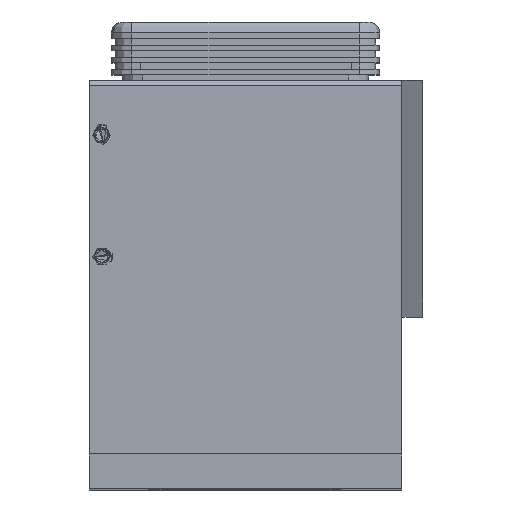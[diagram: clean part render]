
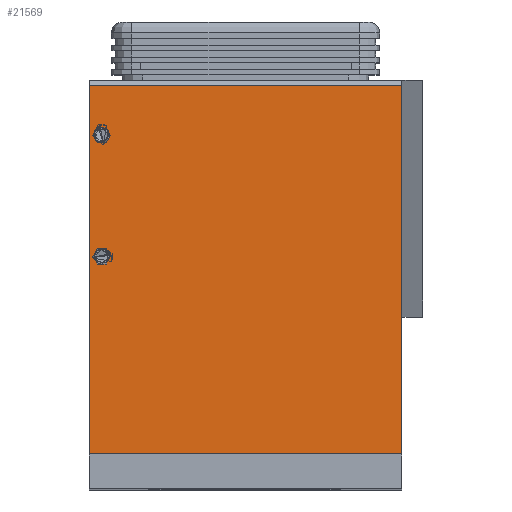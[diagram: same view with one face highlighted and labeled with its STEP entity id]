
A CAD part, top view. The second image highlights one B-rep face of the part: STEP entity #21569.
In plain terms, the highlighted planar face has unit normal (0, 0, 1).
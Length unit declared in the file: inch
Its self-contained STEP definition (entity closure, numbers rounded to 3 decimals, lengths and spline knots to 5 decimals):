
#1285 = DIRECTION ( 'NONE',  ( 1., 0., 0. ) ) ;
#6494 = CARTESIAN_POINT ( 'NONE',  ( 2.68952, 5.72939, 9.07605 ) ) ;
#7861 = EDGE_CURVE ( 'NONE', #280583, #364809, #157267, .T. ) ;
#9453 = ORIENTED_EDGE ( 'NONE', *, *, #189733, .F. ) ;
#11846 = PLANE ( 'NONE',  #69095 ) ;
#16188 = VERTEX_POINT ( 'NONE', #160783 ) ;
#19936 = VECTOR ( 'NONE', #319451, 39.37008 ) ;
#21569 = ADVANCED_FACE ( 'NONE', ( #153400, #382110, #74005 ), #11846, .F. ) ;
#59951 = VECTOR ( 'NONE', #215051, 39.37008 ) ;
#62890 = EDGE_LOOP ( 'NONE', ( #9453, #323027, #133591, #299916 ) ) ;
#64505 = AXIS2_PLACEMENT_3D ( 'NONE', #76217, #284952, #106366 ) ;
#69095 = AXIS2_PLACEMENT_3D ( 'NONE', #161796, #370461, #191646 ) ;
#72712 = VERTEX_POINT ( 'NONE', #254866 ) ;
#73875 = CARTESIAN_POINT ( 'NONE',  ( 2.78007, 4.38746, 9.07605 ) ) ;
#74005 = FACE_OUTER_BOUND ( 'NONE', #62890, .T. ) ;
#76217 = CARTESIAN_POINT ( 'NONE',  ( 2.78007, 4.38746, 9.07605 ) ) ;
#79094 = ORIENTED_EDGE ( 'NONE', *, *, #278632, .F. ) ;
#88451 = AXIS2_PLACEMENT_3D ( 'NONE', #358711, #180022, #1285 ) ;
#96795 = CARTESIAN_POINT ( 'NONE',  ( 2.78007, 5.27132, 9.07605 ) ) ;
#104037 = DIRECTION ( 'NONE',  ( 1., 0., 0. ) ) ;
#106366 = DIRECTION ( 'NONE',  ( 1., 0., 0. ) ) ;
#123929 = CIRCLE ( 'NONE', #88451, 0.06496 ) ;
#125520 = CARTESIAN_POINT ( 'NONE',  ( 2.68952, 2.94553, 9.07605 ) ) ;
#126680 = DIRECTION ( 'NONE',  ( 1., 0., 0. ) ) ;
#126788 = CARTESIAN_POINT ( 'NONE',  ( 4.96983, 5.72939, 9.07605 ) ) ;
#133591 = ORIENTED_EDGE ( 'NONE', *, *, #139794, .T. ) ;
#134378 = CIRCLE ( 'NONE', #385747, 0.06496 ) ;
#139794 = EDGE_CURVE ( 'NONE', #72712, #176890, #288741, .T. ) ;
#140727 = CARTESIAN_POINT ( 'NONE',  ( 6.01826, 2.94553, 9.07605 ) ) ;
#152224 = ORIENTED_EDGE ( 'NONE', *, *, #156412, .F. ) ;
#153400 = FACE_BOUND ( 'NONE', #353233, .T. ) ;
#156412 = EDGE_CURVE ( 'NONE', #364809, #280583, #123929, .T. ) ;
#157267 = CIRCLE ( 'NONE', #280112, 0.06496 ) ;
#160783 = CARTESIAN_POINT ( 'NONE',  ( 4.96983, 2.94553, 9.07605 ) ) ;
#161796 = CARTESIAN_POINT ( 'NONE',  ( 4.96983, 5.72939, 9.07605 ) ) ;
#176890 = VERTEX_POINT ( 'NONE', #125520 ) ;
#177920 = CARTESIAN_POINT ( 'NONE',  ( 2.71511, 5.27132, 9.07605 ) ) ;
#178722 = ORIENTED_EDGE ( 'NONE', *, *, #179779, .F. ) ;
#179779 = EDGE_CURVE ( 'NONE', #357096, #357009, #134378, .T. ) ;
#180022 = DIRECTION ( 'NONE',  ( 0., 0., 1. ) ) ;
#189733 = EDGE_CURVE ( 'NONE', #197825, #16188, #307886, .T. ) ;
#191646 = DIRECTION ( 'NONE',  ( -1., 0., 0. ) ) ;
#193114 = CARTESIAN_POINT ( 'NONE',  ( 4.96983, 5.6341, 9.07605 ) ) ;
#197825 = VERTEX_POINT ( 'NONE', #326095 ) ;
#204878 = CIRCLE ( 'NONE', #64505, 0.06496 ) ;
#215051 = DIRECTION ( 'NONE',  ( 0., -1., 0. ) ) ;
#248594 = LINE ( 'NONE', #140727, #19936 ) ;
#254614 = DIRECTION ( 'NONE',  ( -1., 0., 0. ) ) ;
#254866 = CARTESIAN_POINT ( 'NONE',  ( 2.68952, 5.6341, 9.07605 ) ) ;
#256004 = CARTESIAN_POINT ( 'NONE',  ( 2.71511, 4.38746, 9.07605 ) ) ;
#268413 = VECTOR ( 'NONE', #254614, 39.37008 ) ;
#278632 = EDGE_CURVE ( 'NONE', #357009, #357096, #204878, .T. ) ;
#280112 = AXIS2_PLACEMENT_3D ( 'NONE', #96795, #305351, #126680 ) ;
#280583 = VERTEX_POINT ( 'NONE', #177920 ) ;
#282650 = DIRECTION ( 'NONE',  ( 0., 0., 1. ) ) ;
#284952 = DIRECTION ( 'NONE',  ( 0., 0., 1. ) ) ;
#288741 = LINE ( 'NONE', #6494, #59951 ) ;
#288982 = EDGE_CURVE ( 'NONE', #16188, #176890, #248594, .T. ) ;
#299916 = ORIENTED_EDGE ( 'NONE', *, *, #288982, .F. ) ;
#305351 = DIRECTION ( 'NONE',  ( 0., 0., 1. ) ) ;
#306657 = EDGE_CURVE ( 'NONE', #197825, #72712, #338434, .T. ) ;
#307886 = LINE ( 'NONE', #126788, #377881 ) ;
#319451 = DIRECTION ( 'NONE',  ( -1., 0., 0. ) ) ;
#323027 = ORIENTED_EDGE ( 'NONE', *, *, #306657, .T. ) ;
#326095 = CARTESIAN_POINT ( 'NONE',  ( 4.96983, 5.6341, 9.07605 ) ) ;
#333127 = CARTESIAN_POINT ( 'NONE',  ( 2.84503, 4.38746, 9.07605 ) ) ;
#333353 = CARTESIAN_POINT ( 'NONE',  ( 2.84503, 5.27132, 9.07605 ) ) ;
#338434 = LINE ( 'NONE', #193114, #268413 ) ;
#342585 = ORIENTED_EDGE ( 'NONE', *, *, #7861, .F. ) ;
#353233 = EDGE_LOOP ( 'NONE', ( #152224, #342585 ) ) ;
#357009 = VERTEX_POINT ( 'NONE', #333127 ) ;
#357096 = VERTEX_POINT ( 'NONE', #256004 ) ;
#357360 = EDGE_LOOP ( 'NONE', ( #79094, #178722 ) ) ;
#358711 = CARTESIAN_POINT ( 'NONE',  ( 2.78007, 5.27132, 9.07605 ) ) ;
#364809 = VERTEX_POINT ( 'NONE', #333353 ) ;
#365494 = DIRECTION ( 'NONE',  ( 0., -1., 0. ) ) ;
#370461 = DIRECTION ( 'NONE',  ( 0., 0., -1. ) ) ;
#377881 = VECTOR ( 'NONE', #365494, 39.37008 ) ;
#382110 = FACE_BOUND ( 'NONE', #357360, .T. ) ;
#385747 = AXIS2_PLACEMENT_3D ( 'NONE', #73875, #282650, #104037 ) ;
